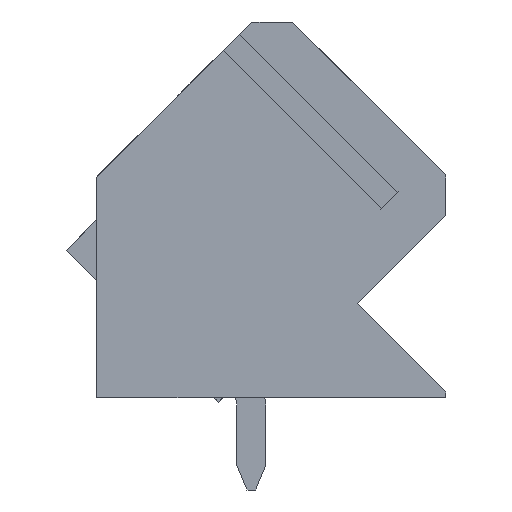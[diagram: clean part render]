
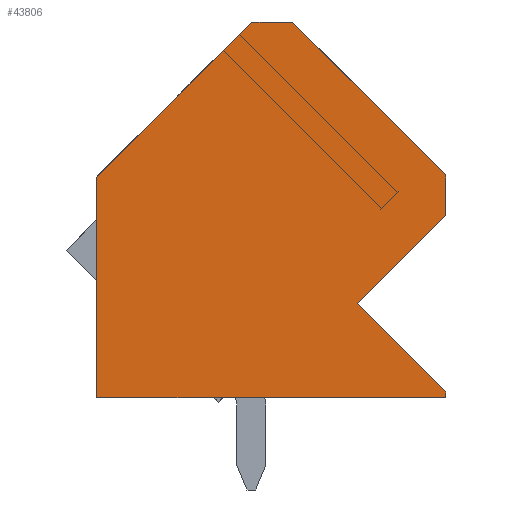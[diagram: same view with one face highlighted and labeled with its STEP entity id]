
A CAD part, left-side view. The second image highlights one B-rep face of the part: STEP entity #43806.
In plain terms, the highlighted planar face has unit normal (-1, 0, 0).
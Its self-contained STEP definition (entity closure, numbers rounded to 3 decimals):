
#43769=AXIS2_PLACEMENT_3D('Plane Axis2P3D',#43766,#43767,#43768) ;
#43615=CARTESIAN_POINT('Vertex',(0.,6.718,16.228)) ;
#43618=CARTESIAN_POINT('Line Origine',(0.,6.01,16.228)) ;
#43622=CARTESIAN_POINT('Vertex',(0.,5.303,16.228)) ;
#43658=CARTESIAN_POINT('Vertex',(0.,0.001,3.4)) ;
#43661=CARTESIAN_POINT('Line Origine',(0.,0.,3.3)) ;
#43665=CARTESIAN_POINT('Vertex',(0.,0.,3.2)) ;
#43691=CARTESIAN_POINT('Vertex',(0.,3.055,6.455)) ;
#43694=CARTESIAN_POINT('Line Origine',(0.,1.528,4.927)) ;
#43717=CARTESIAN_POINT('Vertex',(0.,0.,9.51)) ;
#43720=CARTESIAN_POINT('Line Origine',(0.,1.528,7.983)) ;
#43750=CARTESIAN_POINT('Vertex',(0.,0.,10.924)) ;
#43753=CARTESIAN_POINT('Line Origine',(0.,0.,10.217)) ;
#43766=CARTESIAN_POINT('Axis2P3D Location',(0.,0.,0.)) ;
#43771=CARTESIAN_POINT('Line Origine',(0.,9.405,13.54)) ;
#43775=CARTESIAN_POINT('Vertex',(0.,12.092,10.853)) ;
#43778=CARTESIAN_POINT('Line Origine',(0.,12.093,7.027)) ;
#43782=CARTESIAN_POINT('Vertex',(0.,12.093,3.2)) ;
#43785=CARTESIAN_POINT('Line Origine',(0.,6.046,3.2)) ;
#43790=CARTESIAN_POINT('Line Origine',(0.,2.652,13.576)) ;
#43619=DIRECTION('Vector Direction',(0.,-1.,0.)) ;
#43662=DIRECTION('Vector Direction',(0.,-0.004,-1.)) ;
#43695=DIRECTION('Vector Direction',(0.,-0.707,-0.707)) ;
#43721=DIRECTION('Vector Direction',(0.,0.707,-0.707)) ;
#43754=DIRECTION('Vector Direction',(0.,0.,-1.)) ;
#43767=DIRECTION('Axis2P3D Direction',(-1.,0.,0.)) ;
#43768=DIRECTION('Axis2P3D XDirection',(0.,0.,1.)) ;
#43772=DIRECTION('Vector Direction',(0.,-0.707,0.707)) ;
#43779=DIRECTION('Vector Direction',(0.,0.,1.)) ;
#43786=DIRECTION('Vector Direction',(0.,1.,0.)) ;
#43791=DIRECTION('Vector Direction',(0.,-0.707,-0.707)) ;
#43620=VECTOR('Line Direction',#43619,1.) ;
#43663=VECTOR('Line Direction',#43662,1.) ;
#43696=VECTOR('Line Direction',#43695,1.) ;
#43722=VECTOR('Line Direction',#43721,1.) ;
#43755=VECTOR('Line Direction',#43754,1.) ;
#43773=VECTOR('Line Direction',#43772,1.) ;
#43780=VECTOR('Line Direction',#43779,1.) ;
#43787=VECTOR('Line Direction',#43786,1.) ;
#43792=VECTOR('Line Direction',#43791,1.) ;
#43796=ORIENTED_EDGE('',*,*,#43624,.T.) ;
#43797=ORIENTED_EDGE('',*,*,#43777,.T.) ;
#43798=ORIENTED_EDGE('',*,*,#43784,.T.) ;
#43799=ORIENTED_EDGE('',*,*,#43789,.T.) ;
#43800=ORIENTED_EDGE('',*,*,#43667,.T.) ;
#43801=ORIENTED_EDGE('',*,*,#43698,.T.) ;
#43802=ORIENTED_EDGE('',*,*,#43724,.T.) ;
#43803=ORIENTED_EDGE('',*,*,#43757,.T.) ;
#43804=ORIENTED_EDGE('',*,*,#43794,.T.) ;
#43806=ADVANCED_FACE('HOUSING',(#43805),#43770,.T.) ;
#43624=EDGE_CURVE('',#43623,#43616,#43621,.F.) ;
#43667=EDGE_CURVE('',#43666,#43659,#43664,.F.) ;
#43698=EDGE_CURVE('',#43659,#43692,#43697,.F.) ;
#43724=EDGE_CURVE('',#43692,#43718,#43723,.F.) ;
#43757=EDGE_CURVE('',#43718,#43751,#43756,.F.) ;
#43777=EDGE_CURVE('',#43616,#43776,#43774,.F.) ;
#43784=EDGE_CURVE('',#43776,#43783,#43781,.F.) ;
#43789=EDGE_CURVE('',#43783,#43666,#43788,.F.) ;
#43794=EDGE_CURVE('',#43751,#43623,#43793,.F.) ;
#43795=EDGE_LOOP('',(#43796,#43797,#43798,#43799,#43800,#43801,#43802,#43803,#43804)) ;
#43805=FACE_OUTER_BOUND('',#43795,.T.) ;
#43621=LINE('Line',#43618,#43620) ;
#43664=LINE('Line',#43661,#43663) ;
#43697=LINE('Line',#43694,#43696) ;
#43723=LINE('Line',#43720,#43722) ;
#43756=LINE('Line',#43753,#43755) ;
#43774=LINE('Line',#43771,#43773) ;
#43781=LINE('Line',#43778,#43780) ;
#43788=LINE('Line',#43785,#43787) ;
#43793=LINE('Line',#43790,#43792) ;
#43770=PLANE('',#43769) ;
#43616=VERTEX_POINT('',#43615) ;
#43623=VERTEX_POINT('',#43622) ;
#43659=VERTEX_POINT('',#43658) ;
#43666=VERTEX_POINT('',#43665) ;
#43692=VERTEX_POINT('',#43691) ;
#43718=VERTEX_POINT('',#43717) ;
#43751=VERTEX_POINT('',#43750) ;
#43776=VERTEX_POINT('',#43775) ;
#43783=VERTEX_POINT('',#43782) ;
